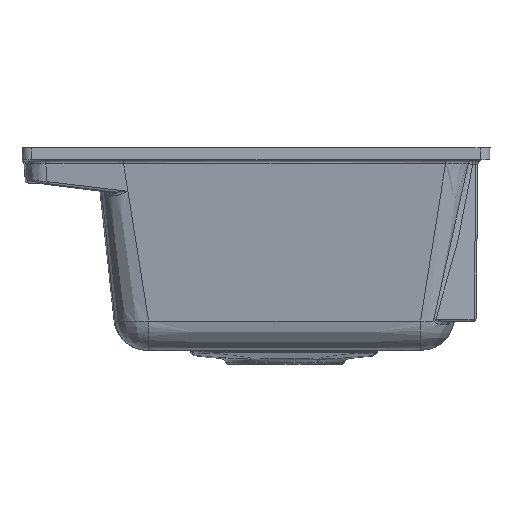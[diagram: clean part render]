
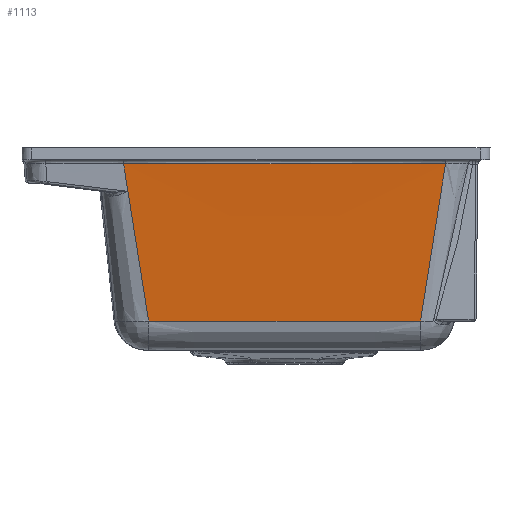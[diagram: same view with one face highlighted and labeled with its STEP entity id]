
A CAD part, left-side view. The second image highlights one B-rep face of the part: STEP entity #1113.
In plain terms, the highlighted free-form (B-spline) face has degree [3, 3] with [4, 4] control points.
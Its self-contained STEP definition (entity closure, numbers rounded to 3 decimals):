
#717=FACE_OUTER_BOUND('',#1570,.T.);
#1113=ADVANCED_FACE('',(#717),#1270,.T.);
#1270=B_SPLINE_SURFACE_WITH_KNOTS('',3,3,((#17790,#17791,#17792,#17793),
(#17794,#17795,#17796,#17797),(#17798,#17799,#17800,#17801),(#17802,#17803,
#17804,#17805)),.UNSPECIFIED.,.F.,.F.,.F.,(4,4),(4,4),(0.,1.),(0.,1.),
 .UNSPECIFIED.);
#1570=EDGE_LOOP('',(#2862,#2863,#2864,#2865,#2866,#2867,#2868));
#2862=ORIENTED_EDGE('',*,*,#4307,.F.);
#2863=ORIENTED_EDGE('',*,*,#4242,.T.);
#2864=ORIENTED_EDGE('',*,*,#4241,.F.);
#2865=ORIENTED_EDGE('',*,*,#4244,.T.);
#2866=ORIENTED_EDGE('',*,*,#4309,.T.);
#2867=ORIENTED_EDGE('',*,*,#4310,.T.);
#2868=ORIENTED_EDGE('',*,*,#4311,.F.);
#3524=VERTEX_POINT('',#14710);
#3527=VERTEX_POINT('',#14893);
#3564=VERTEX_POINT('',#15944);
#3565=VERTEX_POINT('',#16047);
#3598=VERTEX_POINT('',#17749);
#3599=VERTEX_POINT('',#17780);
#3600=VERTEX_POINT('',#17785);
#4241=EDGE_CURVE('',#3527,#3564,#4902,.T.);
#4242=EDGE_CURVE('',#3524,#3564,#4903,.T.);
#4244=EDGE_CURVE('',#3527,#3565,#4905,.T.);
#4307=EDGE_CURVE('',#3524,#3598,#4945,.T.);
#4309=EDGE_CURVE('',#3565,#3599,#4947,.T.);
#4310=EDGE_CURVE('',#3599,#3600,#4948,.T.);
#4311=EDGE_CURVE('',#3598,#3600,#4949,.T.);
#4902=B_SPLINE_CURVE_WITH_KNOTS('',3,(#15940,#15941,#15942,#15943),
 .UNSPECIFIED.,.F.,.F.,(4,4),(0.,1.),.UNSPECIFIED.);
#4903=B_SPLINE_CURVE_WITH_KNOTS('',3,(#15945,#15946,#15947,#15948,#15949,
#15950,#15951,#15952,#15953,#15954,#15955,#15956,#15957,#15958,#15959),
 .UNSPECIFIED.,.F.,.F.,(4,2,2,1,1,1,1,1,2,4),(0.,0.5,0.504,
0.508,0.516,0.531,0.562,
0.625,0.75,1.),.UNSPECIFIED.);
#4905=B_SPLINE_CURVE_WITH_KNOTS('',3,(#16048,#16049,#16050,#16051),
 .UNSPECIFIED.,.F.,.F.,(4,4),(0.,1.),.UNSPECIFIED.);
#4945=B_SPLINE_CURVE_WITH_KNOTS('',3,(#17745,#17746,#17747,#17748),
 .UNSPECIFIED.,.F.,.F.,(4,4),(0.,1.),.UNSPECIFIED.);
#4947=B_SPLINE_CURVE_WITH_KNOTS('',3,(#17776,#17777,#17778,#17779),
 .UNSPECIFIED.,.F.,.F.,(4,4),(0.,1.),.UNSPECIFIED.);
#4948=B_SPLINE_CURVE_WITH_KNOTS('',3,(#17781,#17782,#17783,#17784),
 .UNSPECIFIED.,.F.,.F.,(4,4),(0.,1.),.UNSPECIFIED.);
#4949=B_SPLINE_CURVE_WITH_KNOTS('',3,(#17786,#17787,#17788,#17789),
 .UNSPECIFIED.,.F.,.F.,(4,4),(0.,1.),.UNSPECIFIED.);
#14710=CARTESIAN_POINT('',(-261.838,159.387,-44.244));
#14893=CARTESIAN_POINT('',(-248.068,138.386,-175.908));
#15940=CARTESIAN_POINT('',(-248.068,138.387,-175.908));
#15941=CARTESIAN_POINT('',(-248.123,138.472,-175.373));
#15942=CARTESIAN_POINT('',(-248.178,138.558,-174.839));
#15943=CARTESIAN_POINT('',(-248.234,138.644,-174.305));
#15944=CARTESIAN_POINT('',(-248.234,138.643,-174.305));
#15945=CARTESIAN_POINT('',(-261.836,159.388,-44.256));
#15946=CARTESIAN_POINT('',(-259.27,155.527,-68.582));
#15947=CARTESIAN_POINT('',(-256.996,152.079,-90.258));
#15948=CARTESIAN_POINT('',(-254.991,149.022,-109.432));
#15949=CARTESIAN_POINT('',(-254.968,148.988,-109.646));
#15950=CARTESIAN_POINT('',(-254.93,148.93,-110.008));
#15951=CARTESIAN_POINT('',(-254.874,148.844,-110.551));
#15952=CARTESIAN_POINT('',(-254.741,148.642,-111.816));
#15953=CARTESIAN_POINT('',(-254.478,148.24,-114.338));
#15954=CARTESIAN_POINT('',(-253.954,147.44,-119.351));
#15955=CARTESIAN_POINT('',(-252.92,145.86,-129.25));
#15956=CARTESIAN_POINT('',(-252.058,144.538,-137.521));
#15957=CARTESIAN_POINT('',(-250.365,141.937,-153.776));
#15958=CARTESIAN_POINT('',(-249.279,140.262,-164.232));
#15959=CARTESIAN_POINT('',(-248.234,138.644,-174.305));
#16047=CARTESIAN_POINT('',(-247.588,-137.496,-175.907));
#16048=CARTESIAN_POINT('',(-248.068,138.386,-175.908));
#16049=CARTESIAN_POINT('',(-247.935,46.425,-175.795));
#16050=CARTESIAN_POINT('',(-247.776,-45.535,-175.795));
#16051=CARTESIAN_POINT('',(-247.588,-137.496,-175.907));
#17745=CARTESIAN_POINT('',(-261.836,159.386,-44.256));
#17746=CARTESIAN_POINT('',(-262.784,160.812,-35.274));
#17747=CARTESIAN_POINT('',(-263.763,162.281,-26.015));
#17748=CARTESIAN_POINT('',(-264.773,163.793,-16.48));
#17749=CARTESIAN_POINT('',(-264.772,163.793,-16.48));
#17776=CARTESIAN_POINT('',(-247.588,-137.496,-175.907));
#17777=CARTESIAN_POINT('',(-247.643,-137.581,-175.373));
#17778=CARTESIAN_POINT('',(-247.698,-137.666,-174.839));
#17779=CARTESIAN_POINT('',(-247.754,-137.751,-174.305));
#17780=CARTESIAN_POINT('',(-247.754,-137.751,-174.305));
#17781=CARTESIAN_POINT('',(-247.754,-137.75,-174.305));
#17782=CARTESIAN_POINT('',(-254.099,-147.523,-112.81));
#17783=CARTESIAN_POINT('',(-259.597,-155.913,-60.202));
#17784=CARTESIAN_POINT('',(-264.203,-162.932,-16.48));
#17785=CARTESIAN_POINT('',(-264.203,-162.934,-16.48));
#17786=CARTESIAN_POINT('',(-264.772,163.793,-16.48));
#17787=CARTESIAN_POINT('',(-263.827,54.888,-16.504));
#17788=CARTESIAN_POINT('',(-263.637,-54.024,-16.504));
#17789=CARTESIAN_POINT('',(-264.203,-162.932,-16.48));
#17790=CARTESIAN_POINT('',(-264.313,-164.891,-15.524));
#17791=CARTESIAN_POINT('',(-258.687,-164.959,-69.31));
#17792=CARTESIAN_POINT('',(-253.06,-165.027,-123.095));
#17793=CARTESIAN_POINT('',(-247.433,-165.095,-176.88));
#17794=CARTESIAN_POINT('',(-263.737,-54.677,-15.454));
#17795=CARTESIAN_POINT('',(-258.378,-54.693,-69.24));
#17796=CARTESIAN_POINT('',(-253.019,-54.709,-123.025));
#17797=CARTESIAN_POINT('',(-247.66,-54.725,-176.81));
#17798=CARTESIAN_POINT('',(-263.928,55.541,-15.454));
#17799=CARTESIAN_POINT('',(-258.57,55.575,-69.24));
#17800=CARTESIAN_POINT('',(-253.211,55.61,-123.025));
#17801=CARTESIAN_POINT('',(-247.852,55.645,-176.81));
#17802=CARTESIAN_POINT('',(-264.889,165.752,-15.524));
#17803=CARTESIAN_POINT('',(-259.262,165.839,-69.31));
#17804=CARTESIAN_POINT('',(-253.635,165.927,-123.095));
#17805=CARTESIAN_POINT('',(-248.009,166.014,-176.88));
